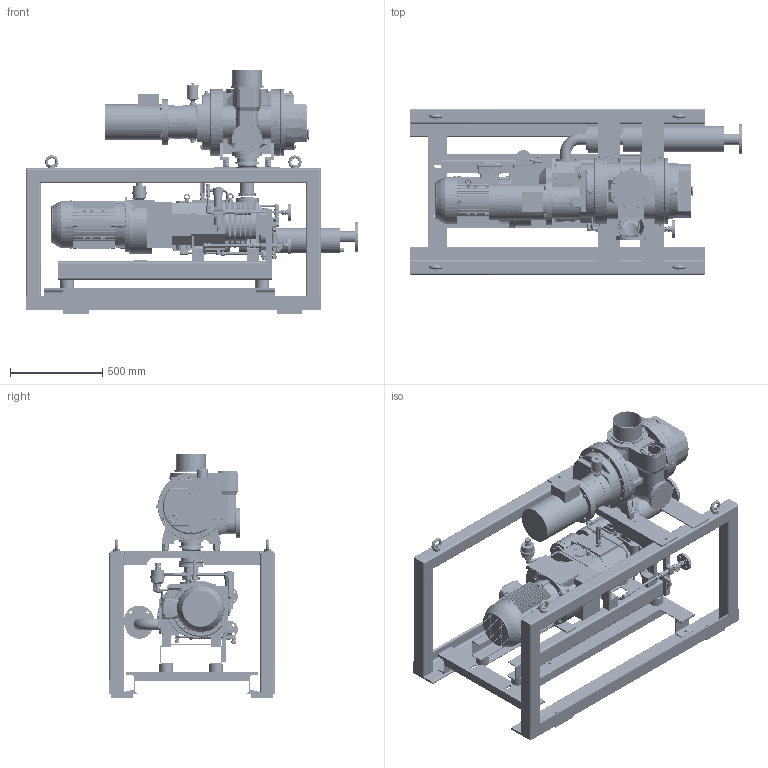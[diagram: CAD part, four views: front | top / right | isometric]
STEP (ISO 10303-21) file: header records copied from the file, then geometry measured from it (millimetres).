
FILE_DESCRIPTION((''),'2;1');
FILE_NAME('PPS22131B.stp','2011-11-23T13:47:42',('WANGORSCH-V'),(''),'Autodesk Inventor 2009','Autodesk Inventor 2009','');
FILE_SCHEMA(('CONFIG_CONTROL_DESIGN'));
Length unit declared in the file: millimetre
Products named in the file (38): PPS22131B; PP070261-X; PP070261-X_Skizze; PP070261-X_Frame0001_1; PP070261-X_Skeleton0001; PP070261-X_DIN 80 x 80 x 6,3 00000001; PP070261-X_DIN 80 x 80 x 6,3 00000002_1; PP070261-X_DIN 80 x 80 x 6,3 00000003; PP070261-X_DIN 80 x 80 x 6,3 00000004; PP070261-X_DIN 80 x 80 x 6,3 00000005_1; PP070261-X_DIN 80 x 80 x 6,3 00000006; PP070261-X_DIN L120x80x10 00000009_1; PP070261-X_DIN L120x80x10 00000010_1; PP070261-X_DIN U 100 00000011_1; PP070261-X_DIN U 100 00000012_1; PP070261-X_DIN U 100 00000013_1; PP070261-X_DIN U 100 00000014_1; PP070261-X_DIN L100x50x8 00000017_1; PP070261-X_DIN L100x50x8 00000018_1; PP070261-X_DIN L100x50x8 00000019_1; PP070261-X_DIN L100x50x8 00000020_1; PP070261-X_DIN 120 x 20 00000021_1; PP070261-X_DIN 120 x 20 00000022_1; PP070261-X_DIN 120 x 20 00000023_1; PP070261-X_DIN 120 x 20 00000024_1; PP070261-X_DIN L150x75x12 00000026_1; PP070261-X_DIN L150x75x12 00000027_1; DIN 582 M20; PU900016; PP920814_SW; PF318210-X_SY.ipt Schreibgeschützt; PF310316_SYS.ipt Schreibgeschützt; PP002204_SY; PP003036-U_SY; PP070264-X; PF306306_SY; PF305210_SY_1; PP070264-X_Rohr
Assembly tree (42 placements, depth 4):
  PPS22131B
    PP070261-X
      PP070261-X_Skizze
      PP070261-X_Frame0001_1
        PP070261-X_Skeleton0001
        PP070261-X_DIN 80 x 80 x 6,3 00000001
        PP070261-X_DIN 80 x 80 x 6,3 00000002_1
        PP070261-X_DIN 80 x 80 x 6,3 00000003
        PP070261-X_DIN 80 x 80 x 6,3 00000004
        PP070261-X_DIN 80 x 80 x 6,3 00000005_1
        PP070261-X_DIN 80 x 80 x 6,3 00000006
        PP070261-X_DIN L120x80x10 00000009_1
        PP070261-X_DIN L120x80x10 00000010_1
        PP070261-X_DIN U 100 00000011_1
        PP070261-X_DIN U 100 00000012_1
        PP070261-X_DIN U 100 00000013_1
        PP070261-X_DIN U 100 00000014_1
        PP070261-X_DIN L100x50x8 00000017_1
        PP070261-X_DIN L100x50x8 00000018_1
        PP070261-X_DIN L100x50x8 00000019_1
        PP070261-X_DIN L100x50x8 00000020_1
        PP070261-X_DIN 120 x 20 00000021_1
        PP070261-X_DIN 120 x 20 00000022_1
        PP070261-X_DIN 120 x 20 00000023_1
        PP070261-X_DIN 120 x 20 00000024_1
        PP070261-X_DIN L150x75x12 00000026_1
        PP070261-X_DIN L150x75x12 00000027_1
    DIN 582 M20  x4
    PU900016
    PP920814_SW
    PF318210-X_SY.ipt Schreibgeschützt
    PF310316_SYS.ipt Schreibgeschützt
    PP002204_SY  x3
    PP003036-U_SY
    PP070264-X
      PF306306_SY
      PF305210_SY_1
      PP070264-X_Rohr
Bounding box: 1802 x 900 x 1324 mm (x, y, z)
Volume: 188551468.4 mm3; surface area: 13662607.8 mm2
Topology: 41 solids, 86 shells, 7526 faces, 18662 edges, 11940 vertices
Faces by surface type: plane 4595, cylinder 1393, cone 741, bspline 555, torus 208, sphere 34
Full cylindrical faces by diameter (mm): 1.35 x1, 1.4 x2, 6 x3, 6.647 x8, 8 x32, 8.376 x2, 9 x5, 9.5 x3, 10 x11, 10.106 x14, 10.4 x2, 10.5 x4, 11 x4, 11.6 x1, 12 x52, 12.8 x2, 13 x4, 13.5 x4, 14 x9, 15 x12, 15.015 x1, 15.189 x1, 16 x22, 16.63 x4, 16.662 x12, 17 x27, 17.45 x1, 17.5 x14, 18 x30, 18.631 x7
Entity records: 250583 total; most frequent: CARTESIAN_POINT 79496, ORIENTED_EDGE 34340, DIRECTION 33845, EDGE_CURVE 17170, AXIS2_PLACEMENT_3D 11852, VERTEX_POINT 11528, VECTOR 10141, LINE 10141
